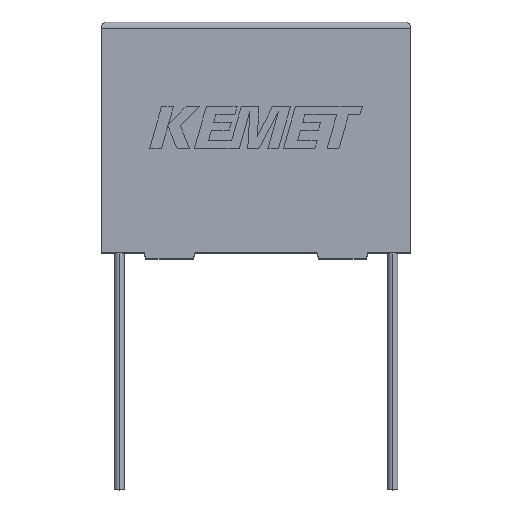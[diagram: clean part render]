
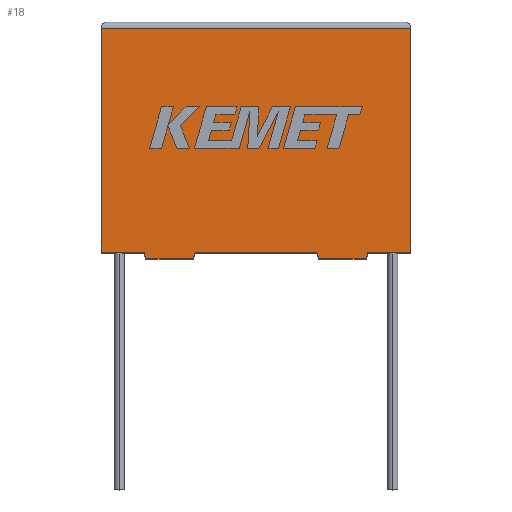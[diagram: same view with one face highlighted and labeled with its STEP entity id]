
A CAD part, top view. The second image highlights one B-rep face of the part: STEP entity #18.
In plain terms, the highlighted planar face has unit normal (0, 0, 1).
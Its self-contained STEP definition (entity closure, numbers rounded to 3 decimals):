
#6 = EDGE_CURVE ( 'NONE', #2722, #1235, #3166, .T. ) ;
#18 = ADVANCED_FACE ( 'NONE', ( #983 ), #3030, .F. ) ;
#43 = DIRECTION ( 'NONE',  ( 1., 0., 0. ) ) ;
#82 = DIRECTION ( 'NONE',  ( -0.287, 0.958, 0. ) ) ;
#107 = CARTESIAN_POINT ( 'NONE',  ( 3.54, 0., 10.5 ) ) ;
#109 = DIRECTION ( 'NONE',  ( 1., 0., 0. ) ) ;
#169 = VECTOR ( 'NONE', #3153, 1000. ) ;
#182 = VERTEX_POINT ( 'NONE', #886 ) ;
#203 = CARTESIAN_POINT ( 'NONE',  ( 7.591, -0.5, 10.5 ) ) ;
#240 = DIRECTION ( 'NONE',  ( 1., 0., 0. ) ) ;
#318 = ORIENTED_EDGE ( 'NONE', *, *, #1351, .T. ) ;
#391 = CARTESIAN_POINT ( 'NONE',  ( 0., 18.5, 10.5 ) ) ;
#455 = LINE ( 'NONE', #1646, #2239 ) ;
#473 = VERTEX_POINT ( 'NONE', #1234 ) ;
#511 = EDGE_CURVE ( 'NONE', #1267, #2714, #1402, .T. ) ;
#512 = ORIENTED_EDGE ( 'NONE', *, *, #1716, .F. ) ;
#547 = VERTEX_POINT ( 'NONE', #1919 ) ;
#559 = CARTESIAN_POINT ( 'NONE',  ( 0., 0., 10.5 ) ) ;
#572 = ORIENTED_EDGE ( 'NONE', *, *, #2361, .T. ) ;
#577 = VERTEX_POINT ( 'NONE', #2975 ) ;
#603 = EDGE_CURVE ( 'NONE', #182, #473, #2048, .T. ) ;
#672 = DIRECTION ( 'NONE',  ( 0.287, -0.958, 0. ) ) ;
#680 = VECTOR ( 'NONE', #1715, 1000. ) ;
#728 = CARTESIAN_POINT ( 'NONE',  ( 3.69, -0.5, 10.5 ) ) ;
#852 = CARTESIAN_POINT ( 'NONE',  ( 25.5, 0., 10.5 ) ) ;
#886 = CARTESIAN_POINT ( 'NONE',  ( 7.742, 0., 10.5 ) ) ;
#922 = VECTOR ( 'NONE', #43, 1000. ) ;
#931 = VECTOR ( 'NONE', #672, 1000. ) ;
#959 = VERTEX_POINT ( 'NONE', #2097 ) ;
#983 = FACE_OUTER_BOUND ( 'NONE', #1777, .T. ) ;
#1020 = CARTESIAN_POINT ( 'NONE',  ( 0., 0., 10.5 ) ) ;
#1087 = VECTOR ( 'NONE', #1530, 1000. ) ;
#1128 = EDGE_CURVE ( 'NONE', #3129, #182, #2249, .T. ) ;
#1187 = DIRECTION ( 'NONE',  ( 1., 0., 0. ) ) ;
#1199 = ORIENTED_EDGE ( 'NONE', *, *, #1625, .T. ) ;
#1226 = ORIENTED_EDGE ( 'NONE', *, *, #2126, .T. ) ;
#1234 = CARTESIAN_POINT ( 'NONE',  ( 17.758, 0., 10.5 ) ) ;
#1235 = VERTEX_POINT ( 'NONE', #1256 ) ;
#1256 = CARTESIAN_POINT ( 'NONE',  ( 17.909, -0.5, 10.5 ) ) ;
#1267 = VERTEX_POINT ( 'NONE', #107 ) ;
#1351 = EDGE_CURVE ( 'NONE', #1891, #547, #2212, .T. ) ;
#1380 = CARTESIAN_POINT ( 'NONE',  ( 17.909, -0.5, 10.5 ) ) ;
#1402 = LINE ( 'NONE', #2160, #931 ) ;
#1530 = DIRECTION ( 'NONE',  ( -1., 0., 0. ) ) ;
#1543 = ORIENTED_EDGE ( 'NONE', *, *, #1128, .T. ) ;
#1544 = CARTESIAN_POINT ( 'NONE',  ( 0., 0., 10.5 ) ) ;
#1560 = VECTOR ( 'NONE', #2669, 1000. ) ;
#1579 = LINE ( 'NONE', #2387, #169 ) ;
#1581 = ORIENTED_EDGE ( 'NONE', *, *, #603, .T. ) ;
#1582 = EDGE_CURVE ( 'NONE', #2714, #3129, #2693, .T. ) ;
#1592 = VECTOR ( 'NONE', #2540, 1000. ) ;
#1625 = EDGE_CURVE ( 'NONE', #577, #959, #1900, .T. ) ;
#1646 = CARTESIAN_POINT ( 'NONE',  ( 0., 0., 10.5 ) ) ;
#1671 = VECTOR ( 'NONE', #240, 1000. ) ;
#1691 = VERTEX_POINT ( 'NONE', #1544 ) ;
#1715 = DIRECTION ( 'NONE',  ( 0.287, 0.958, 0. ) ) ;
#1716 = EDGE_CURVE ( 'NONE', #1235, #473, #1977, .T. ) ;
#1746 = VECTOR ( 'NONE', #82, 1000. ) ;
#1762 = DIRECTION ( 'NONE',  ( 0., 0., -1. ) ) ;
#1770 = ORIENTED_EDGE ( 'NONE', *, *, #511, .T. ) ;
#1777 = EDGE_LOOP ( 'NONE', ( #2792, #318, #1226, #572, #1770, #2158, #1543, #1581, #512, #2904, #2192, #1199 ) ) ;
#1835 = LINE ( 'NONE', #2371, #3010 ) ;
#1891 = VERTEX_POINT ( 'NONE', #2654 ) ;
#1900 = LINE ( 'NONE', #559, #922 ) ;
#1919 = CARTESIAN_POINT ( 'NONE',  ( 0., 18.5, 10.5 ) ) ;
#1977 = LINE ( 'NONE', #1380, #1746 ) ;
#1982 = VECTOR ( 'NONE', #1187, 1000. ) ;
#2026 = CARTESIAN_POINT ( 'NONE',  ( 21.81, -0.5, 10.5 ) ) ;
#2048 = LINE ( 'NONE', #2863, #1982 ) ;
#2097 = CARTESIAN_POINT ( 'NONE',  ( 25.5, 0., 10.5 ) ) ;
#2126 = EDGE_CURVE ( 'NONE', #547, #1691, #455, .T. ) ;
#2144 = EDGE_CURVE ( 'NONE', #577, #2722, #1579, .T. ) ;
#2158 = ORIENTED_EDGE ( 'NONE', *, *, #1582, .T. ) ;
#2160 = CARTESIAN_POINT ( 'NONE',  ( 3.54, 0., 10.5 ) ) ;
#2192 = ORIENTED_EDGE ( 'NONE', *, *, #2144, .F. ) ;
#2212 = LINE ( 'NONE', #391, #1560 ) ;
#2239 = VECTOR ( 'NONE', #2871, 1000. ) ;
#2249 = LINE ( 'NONE', #203, #680 ) ;
#2361 = EDGE_CURVE ( 'NONE', #1691, #1267, #1835, .T. ) ;
#2368 = LINE ( 'NONE', #852, #1592 ) ;
#2371 = CARTESIAN_POINT ( 'NONE',  ( 0., 0., 10.5 ) ) ;
#2387 = CARTESIAN_POINT ( 'NONE',  ( 21.96, 0., 10.5 ) ) ;
#2537 = CARTESIAN_POINT ( 'NONE',  ( 3.69, -0.5, 10.5 ) ) ;
#2538 = DIRECTION ( 'NONE',  ( -1., 0., 0. ) ) ;
#2540 = DIRECTION ( 'NONE',  ( 0., 1., 0. ) ) ;
#2654 = CARTESIAN_POINT ( 'NONE',  ( 25.5, 18.5, 10.5 ) ) ;
#2669 = DIRECTION ( 'NONE',  ( -1., 0., 0. ) ) ;
#2693 = LINE ( 'NONE', #728, #1671 ) ;
#2714 = VERTEX_POINT ( 'NONE', #2537 ) ;
#2722 = VERTEX_POINT ( 'NONE', #2026 ) ;
#2756 = CARTESIAN_POINT ( 'NONE',  ( 21.81, -0.5, 10.5 ) ) ;
#2792 = ORIENTED_EDGE ( 'NONE', *, *, #3126, .T. ) ;
#2806 = AXIS2_PLACEMENT_3D ( 'NONE', #1020, #1762, #2538 ) ;
#2863 = CARTESIAN_POINT ( 'NONE',  ( 0., 0., 10.5 ) ) ;
#2871 = DIRECTION ( 'NONE',  ( 0., -1., 0. ) ) ;
#2904 = ORIENTED_EDGE ( 'NONE', *, *, #6, .F. ) ;
#2926 = CARTESIAN_POINT ( 'NONE',  ( 7.591, -0.5, 10.5 ) ) ;
#2975 = CARTESIAN_POINT ( 'NONE',  ( 21.96, 0., 10.5 ) ) ;
#3010 = VECTOR ( 'NONE', #109, 1000. ) ;
#3030 = PLANE ( 'NONE',  #2806 ) ;
#3126 = EDGE_CURVE ( 'NONE', #959, #1891, #2368, .T. ) ;
#3129 = VERTEX_POINT ( 'NONE', #2926 ) ;
#3153 = DIRECTION ( 'NONE',  ( -0.287, -0.958, 0. ) ) ;
#3166 = LINE ( 'NONE', #2756, #1087 ) ;
